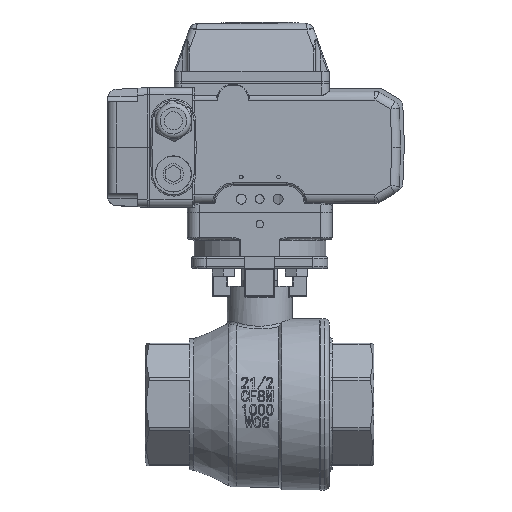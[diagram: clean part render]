
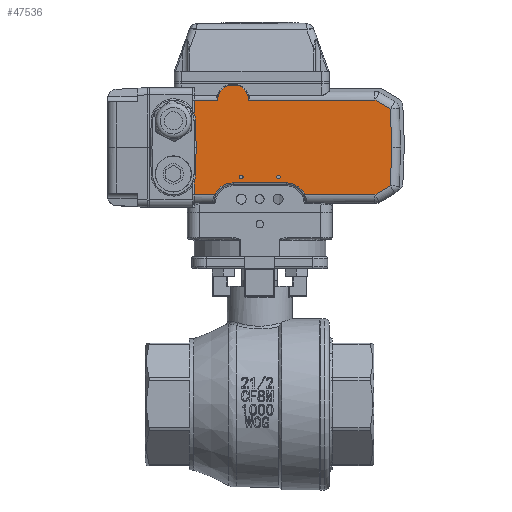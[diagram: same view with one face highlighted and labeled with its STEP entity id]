
A CAD part, top view. The second image highlights one B-rep face of the part: STEP entity #47536.
In plain terms, the highlighted face is planar.
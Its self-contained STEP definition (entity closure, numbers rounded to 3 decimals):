
#2947=LINE('',#113749,#6588);
#2953=LINE('',#113798,#6594);
#2955=LINE('',#113813,#6596);
#2957=LINE('',#113819,#6598);
#2959=LINE('',#113835,#6600);
#2998=LINE('',#114488,#6639);
#3005=LINE('',#114683,#6646);
#3008=LINE('',#114694,#6649);
#3010=LINE('',#114702,#6651);
#3013=LINE('',#114717,#6654);
#3015=LINE('',#114727,#6656);
#3017=LINE('',#114734,#6658);
#3500=LINE('',#116755,#7141);
#3501=LINE('',#116756,#7142);
#6588=VECTOR('',#56573,1000.);
#6594=VECTOR('',#56615,1000.);
#6596=VECTOR('',#56627,1000.);
#6598=VECTOR('',#56633,1000.);
#6600=VECTOR('',#56645,1000.);
#6639=VECTOR('',#56844,1000.);
#6646=VECTOR('',#56899,1000.);
#6649=VECTOR('',#56912,1000.);
#6651=VECTOR('',#56922,1000.);
#6654=VECTOR('',#56929,1000.);
#6656=VECTOR('',#56941,1000.);
#6658=VECTOR('',#56951,1000.);
#7141=VECTOR('',#58962,1000.);
#7142=VECTOR('',#58963,1000.);
#9900=PLANE('',#51210);
#16444=ORIENTED_EDGE('',*,*,#27870,.F.);
#16445=ORIENTED_EDGE('',*,*,#27871,.F.);
#16446=ORIENTED_EDGE('',*,*,#26933,.T.);
#16447=ORIENTED_EDGE('',*,*,#26762,.T.);
#16448=ORIENTED_EDGE('',*,*,#26759,.T.);
#16449=ORIENTED_EDGE('',*,*,#26761,.T.);
#16450=ORIENTED_EDGE('',*,*,#27872,.T.);
#16451=ORIENTED_EDGE('',*,*,#26778,.T.);
#16452=ORIENTED_EDGE('',*,*,#26781,.T.);
#16453=ORIENTED_EDGE('',*,*,#26784,.T.);
#16454=ORIENTED_EDGE('',*,*,#26787,.T.);
#16455=ORIENTED_EDGE('',*,*,#26790,.T.);
#16456=ORIENTED_EDGE('',*,*,#26793,.T.);
#16457=ORIENTED_EDGE('',*,*,#27873,.T.);
#16458=ORIENTED_EDGE('',*,*,#26902,.T.);
#16459=ORIENTED_EDGE('',*,*,#26896,.T.);
#16460=ORIENTED_EDGE('',*,*,#26890,.T.);
#16461=ORIENTED_EDGE('',*,*,#26938,.T.);
#16462=ORIENTED_EDGE('',*,*,#26943,.T.);
#16463=ORIENTED_EDGE('',*,*,#26947,.T.);
#16464=ORIENTED_EDGE('',*,*,#26923,.T.);
#16465=ORIENTED_EDGE('',*,*,#26929,.T.);
#26759=EDGE_CURVE('',#33360,#33363,#2947,.T.);
#26761=EDGE_CURVE('',#33363,#33354,#37220,.T.);
#26762=EDGE_CURVE('',#33359,#33360,#37221,.T.);
#26778=EDGE_CURVE('',#33367,#33374,#2953,.T.);
#26781=EDGE_CURVE('',#33374,#33376,#37230,.T.);
#26784=EDGE_CURVE('',#33376,#33378,#2955,.T.);
#26787=EDGE_CURVE('',#33378,#33380,#2957,.T.);
#26790=EDGE_CURVE('',#33380,#33382,#37233,.T.);
#26793=EDGE_CURVE('',#33382,#33384,#2959,.T.);
#26890=EDGE_CURVE('',#33451,#33447,#37284,.T.);
#26896=EDGE_CURVE('',#33455,#33451,#2998,.T.);
#26902=EDGE_CURVE('',#33459,#33455,#37292,.T.);
#26923=EDGE_CURVE('',#33469,#33471,#3005,.T.);
#26929=EDGE_CURVE('',#33471,#33474,#3008,.T.);
#26933=EDGE_CURVE('',#33474,#33359,#3010,.T.);
#26938=EDGE_CURVE('',#33447,#33479,#3013,.T.);
#26943=EDGE_CURVE('',#33479,#33482,#3015,.T.);
#26947=EDGE_CURVE('',#33482,#33469,#3017,.T.);
#27870=EDGE_CURVE('',#34047,#34047,#37683,.T.);
#27871=EDGE_CURVE('',#34048,#34048,#37684,.T.);
#27872=EDGE_CURVE('',#33354,#33367,#3500,.T.);
#27873=EDGE_CURVE('',#33384,#33459,#3501,.T.);
#33354=VERTEX_POINT('',#113643);
#33359=VERTEX_POINT('',#113723);
#33360=VERTEX_POINT('',#113740);
#33363=VERTEX_POINT('',#113748);
#33367=VERTEX_POINT('',#113769);
#33374=VERTEX_POINT('',#113797);
#33376=VERTEX_POINT('',#113803);
#33378=VERTEX_POINT('',#113812);
#33380=VERTEX_POINT('',#113818);
#33382=VERTEX_POINT('',#113828);
#33384=VERTEX_POINT('',#113834);
#33447=VERTEX_POINT('',#114445);
#33451=VERTEX_POINT('',#114473);
#33455=VERTEX_POINT('',#114485);
#33459=VERTEX_POINT('',#114497);
#33469=VERTEX_POINT('',#114677);
#33471=VERTEX_POINT('',#114682);
#33474=VERTEX_POINT('',#114693);
#33479=VERTEX_POINT('',#114716);
#33482=VERTEX_POINT('',#114726);
#34047=VERTEX_POINT('',#116752);
#34048=VERTEX_POINT('',#116754);
#37220=CIRCLE('',#50297,10.5);
#37221=CIRCLE('',#50299,10.5);
#37230=CIRCLE('',#50315,15.);
#37233=CIRCLE('',#50321,15.);
#37284=CIRCLE('',#50400,14.);
#37292=CIRCLE('',#50412,14.);
#37683=CIRCLE('',#51211,1.25);
#37684=CIRCLE('',#51212,1.25);
#40043=EDGE_LOOP('',(#16444));
#40044=EDGE_LOOP('',(#16445));
#40045=EDGE_LOOP('',(#16446,#16447,#16448,#16449,#16450,#16451,#16452,#16453,
#16454,#16455,#16456,#16457,#16458,#16459,#16460,#16461,#16462,#16463,#16464,
#16465));
#43259=FACE_BOUND('',#40043,.T.);
#43260=FACE_BOUND('',#40044,.T.);
#43261=FACE_BOUND('',#40045,.T.);
#47536=ADVANCED_FACE('',(#43259,#43260,#43261),#9900,.T.);
#50297=AXIS2_PLACEMENT_3D('',#113752,#56578,#56579);
#50299=AXIS2_PLACEMENT_3D('',#113754,#56582,#56583);
#50315=AXIS2_PLACEMENT_3D('',#113804,#56621,#56622);
#50321=AXIS2_PLACEMENT_3D('',#113829,#56637,#56638);
#50400=AXIS2_PLACEMENT_3D('',#114476,#56831,#56832);
#50412=AXIS2_PLACEMENT_3D('',#114500,#56859,#56860);
#51210=AXIS2_PLACEMENT_3D('',#116750,#58956,#58957);
#51211=AXIS2_PLACEMENT_3D('',#116751,#58958,#58959);
#51212=AXIS2_PLACEMENT_3D('',#116753,#58960,#58961);
#56573=DIRECTION('',(1.,0.,0.));
#56578=DIRECTION('',(0.,1.,0.));
#56579=DIRECTION('',(0.,0.,1.));
#56582=DIRECTION('',(0.,1.,0.));
#56583=DIRECTION('',(0.,0.,1.));
#56615=DIRECTION('',(0.,0.,-1.));
#56621=DIRECTION('',(0.,-1.,0.));
#56622=DIRECTION('',(0.,0.,1.));
#56627=DIRECTION('',(-0.026,0.,-1.));
#56633=DIRECTION('',(0.026,0.,-1.));
#56637=DIRECTION('',(0.,-1.,0.));
#56638=DIRECTION('',(0.,0.,1.));
#56645=DIRECTION('',(0.,0.,-1.));
#56831=DIRECTION('',(0.,-1.,0.));
#56832=DIRECTION('',(0.,0.,1.));
#56844=DIRECTION('',(-1.,0.,0.));
#56859=DIRECTION('',(0.,-1.,0.));
#56860=DIRECTION('',(0.,0.,1.));
#56899=DIRECTION('',(0.038,0.,0.999));
#56912=DIRECTION('',(0.866,0.,0.5));
#56922=DIRECTION('',(1.,0.,0.));
#56929=DIRECTION('',(-1.,0.,0.));
#56941=DIRECTION('',(-0.866,0.,0.5));
#56951=DIRECTION('',(-0.038,0.,0.999));
#58956=DIRECTION('',(0.,1.,0.));
#58957=DIRECTION('',(0.,0.,1.));
#58958=DIRECTION('',(0.,1.,0.));
#58959=DIRECTION('',(0.,0.,1.));
#58960=DIRECTION('',(0.,1.,0.));
#58961=DIRECTION('',(0.,0.,1.));
#58962=DIRECTION('',(1.,0.,0.));
#58963=DIRECTION('',(-1.,0.,0.));
#113643=CARTESIAN_POINT('',(138.431,0.,58.447));
#113723=CARTESIAN_POINT('',(117.431,0.,58.447));
#113740=CARTESIAN_POINT('',(124.73,0.,68.447));
#113748=CARTESIAN_POINT('',(131.133,0.,68.447));
#113749=CARTESIAN_POINT('',(156.039,0.,68.447));
#113752=CARTESIAN_POINT('',(127.931,0.,58.447));
#113754=CARTESIAN_POINT('',(127.931,0.,58.447));
#113769=CARTESIAN_POINT('',(154.431,0.,58.447));
#113797=CARTESIAN_POINT('',(154.431,0.,49.832));
#113798=CARTESIAN_POINT('',(154.431,0.,-5.553));
#113803=CARTESIAN_POINT('',(153.436,0.,44.84));
#113804=CARTESIAN_POINT('',(168.431,0.,44.447));
#113812=CARTESIAN_POINT('',(152.955,0.,26.447));
#113813=CARTESIAN_POINT('',(152.12,0.,-5.45));
#113818=CARTESIAN_POINT('',(153.436,0.,8.054));
#113819=CARTESIAN_POINT('',(153.794,0.,-5.612));
#113828=CARTESIAN_POINT('',(154.431,0.,3.062));
#113829=CARTESIAN_POINT('',(168.431,0.,8.447));
#113834=CARTESIAN_POINT('',(154.431,0.,-5.553));
#113835=CARTESIAN_POINT('',(154.431,0.,-5.553));
#114445=CARTESIAN_POINT('',(79.282,0.,-5.553));
#114473=CARTESIAN_POINT('',(91.931,0.,2.447));
#114476=CARTESIAN_POINT('',(91.931,0.,-11.553));
#114485=CARTESIAN_POINT('',(127.931,0.,2.447));
#114488=CARTESIAN_POINT('',(91.931,0.,2.447));
#114497=CARTESIAN_POINT('',(140.58,0.,-5.553));
#114500=CARTESIAN_POINT('',(127.931,0.,-11.553));
#114677=CARTESIAN_POINT('',(20.436,0.,26.447));
#114682=CARTESIAN_POINT('',(21.431,0.,52.447));
#114683=CARTESIAN_POINT('',(19.411,0.,-0.321));
#114693=CARTESIAN_POINT('',(31.824,0.,58.447));
#114694=CARTESIAN_POINT('',(97.272,0.,96.234));
#114702=CARTESIAN_POINT('',(156.039,0.,58.447));
#114716=CARTESIAN_POINT('',(31.824,0.,-5.553));
#114717=CARTESIAN_POINT('',(156.039,0.,-5.553));
#114726=CARTESIAN_POINT('',(21.431,0.,0.447));
#114727=CARTESIAN_POINT('',(124.985,0.,-59.34));
#114734=CARTESIAN_POINT('',(21.858,0.,-10.691));
#116750=CARTESIAN_POINT('',(156.039,0.,-5.553));
#116751=CARTESIAN_POINT('',(97.165,0.,6.447));
#116752=CARTESIAN_POINT('',(97.165,0.,7.697));
#116753=CARTESIAN_POINT('',(122.431,0.,6.447));
#116754=CARTESIAN_POINT('',(122.431,0.,7.697));
#116755=CARTESIAN_POINT('',(156.039,0.,58.447));
#116756=CARTESIAN_POINT('',(156.039,0.,-5.553));
